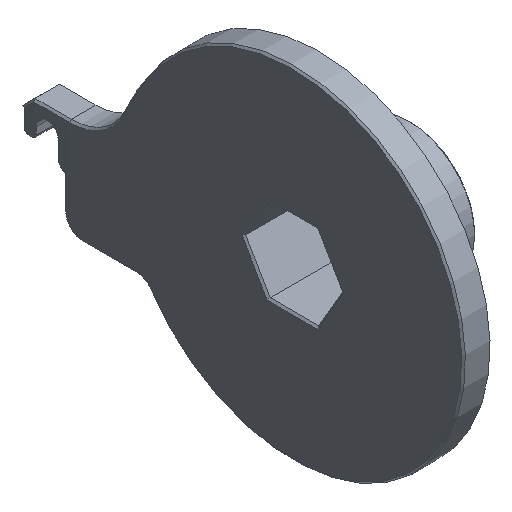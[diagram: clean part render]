
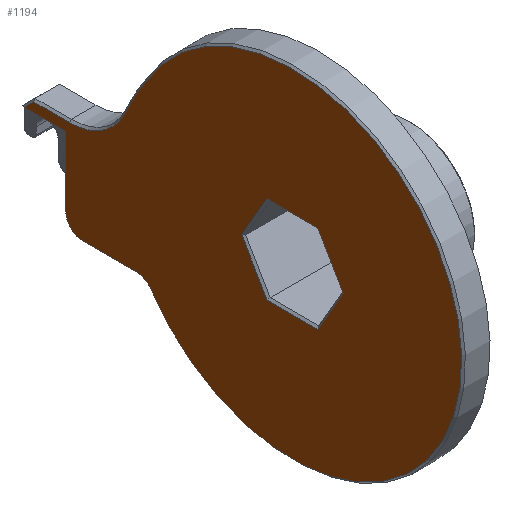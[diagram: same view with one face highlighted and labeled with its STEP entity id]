
A CAD part, isometric view. The second image highlights one B-rep face of the part: STEP entity #1194.
In plain terms, the highlighted planar face has unit normal (-1, 0, 0).
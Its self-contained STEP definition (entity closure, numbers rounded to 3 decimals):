
#84=LINE('',#4855,#195);
#85=LINE('',#4858,#196);
#86=LINE('',#4860,#197);
#87=LINE('',#4862,#198);
#88=LINE('',#4864,#199);
#89=LINE('',#4866,#200);
#90=LINE('',#4867,#201);
#91=LINE('',#4870,#202);
#92=LINE('',#4872,#203);
#93=LINE('',#4876,#204);
#94=LINE('',#4886,#205);
#195=VECTOR('',#1536,1000.);
#196=VECTOR('',#1537,1000.);
#197=VECTOR('',#1538,1000.);
#198=VECTOR('',#1539,1000.);
#199=VECTOR('',#1540,1000.);
#200=VECTOR('',#1541,1000.);
#201=VECTOR('',#1542,1000.);
#202=VECTOR('',#1543,1000.);
#203=VECTOR('',#1544,1000.);
#204=VECTOR('',#1547,1000.);
#205=VECTOR('',#1556,1000.);
#275=PLANE('',#1311);
#415=ORIENTED_EDGE('',*,*,#718,.T.);
#416=ORIENTED_EDGE('',*,*,#719,.T.);
#417=ORIENTED_EDGE('',*,*,#720,.T.);
#418=ORIENTED_EDGE('',*,*,#721,.T.);
#419=ORIENTED_EDGE('',*,*,#722,.T.);
#420=ORIENTED_EDGE('',*,*,#723,.T.);
#421=ORIENTED_EDGE('',*,*,#724,.T.);
#422=ORIENTED_EDGE('',*,*,#725,.T.);
#423=ORIENTED_EDGE('',*,*,#726,.T.);
#424=ORIENTED_EDGE('',*,*,#727,.T.);
#425=ORIENTED_EDGE('',*,*,#728,.T.);
#426=ORIENTED_EDGE('',*,*,#729,.T.);
#427=ORIENTED_EDGE('',*,*,#730,.T.);
#428=ORIENTED_EDGE('',*,*,#731,.T.);
#429=ORIENTED_EDGE('',*,*,#732,.T.);
#430=ORIENTED_EDGE('',*,*,#733,.T.);
#718=EDGE_CURVE('',#868,#869,#84,.T.);
#719=EDGE_CURVE('',#869,#870,#85,.T.);
#720=EDGE_CURVE('',#870,#871,#86,.T.);
#721=EDGE_CURVE('',#871,#872,#87,.T.);
#722=EDGE_CURVE('',#872,#873,#88,.T.);
#723=EDGE_CURVE('',#873,#868,#89,.T.);
#724=EDGE_CURVE('',#874,#875,#90,.T.);
#725=EDGE_CURVE('',#875,#876,#91,.T.);
#726=EDGE_CURVE('',#876,#877,#92,.T.);
#727=EDGE_CURVE('',#877,#878,#942,.T.);
#728=EDGE_CURVE('',#878,#879,#93,.T.);
#729=EDGE_CURVE('',#879,#880,#943,.F.);
#730=EDGE_CURVE('',#880,#881,#944,.T.);
#731=EDGE_CURVE('',#881,#882,#945,.T.);
#732=EDGE_CURVE('',#882,#883,#946,.F.);
#733=EDGE_CURVE('',#883,#874,#94,.T.);
#868=VERTEX_POINT('',#4856);
#869=VERTEX_POINT('',#4857);
#870=VERTEX_POINT('',#4859);
#871=VERTEX_POINT('',#4861);
#872=VERTEX_POINT('',#4863);
#873=VERTEX_POINT('',#4865);
#874=VERTEX_POINT('',#4868);
#875=VERTEX_POINT('',#4869);
#876=VERTEX_POINT('',#4871);
#877=VERTEX_POINT('',#4873);
#878=VERTEX_POINT('',#4875);
#879=VERTEX_POINT('',#4877);
#880=VERTEX_POINT('',#4879);
#881=VERTEX_POINT('',#4881);
#882=VERTEX_POINT('',#4883);
#883=VERTEX_POINT('',#4885);
#942=CIRCLE('',#1312,4.5);
#943=CIRCLE('',#1313,5.5);
#944=CIRCLE('',#1314,46.25);
#945=CIRCLE('',#1315,65.783);
#946=CIRCLE('',#1316,16.678);
#993=EDGE_LOOP('',(#415,#416,#417,#418,#419,#420));
#994=EDGE_LOOP('',(#421,#422,#423,#424,#425,#426,#427,#428,#429,#430));
#1085=FACE_BOUND('',#993,.T.);
#1086=FACE_BOUND('',#994,.T.);
#1194=ADVANCED_FACE('',(#1085,#1086),#275,.T.);
#1311=AXIS2_PLACEMENT_3D('',#4854,#1534,#1535);
#1312=AXIS2_PLACEMENT_3D('',#4874,#1545,#1546);
#1313=AXIS2_PLACEMENT_3D('',#4878,#1548,#1549);
#1314=AXIS2_PLACEMENT_3D('',#4880,#1550,#1551);
#1315=AXIS2_PLACEMENT_3D('',#4882,#1552,#1553);
#1316=AXIS2_PLACEMENT_3D('',#4884,#1554,#1555);
#1534=DIRECTION('',(-1.,0.,0.));
#1535=DIRECTION('',(0.,0.,1.));
#1536=DIRECTION('',(0.,-1.,0.));
#1537=DIRECTION('',(0.,-0.5,-0.866));
#1538=DIRECTION('',(0.,0.5,-0.866));
#1539=DIRECTION('',(0.,1.,0.));
#1540=DIRECTION('',(0.,0.5,0.866));
#1541=DIRECTION('',(0.,-0.5,0.866));
#1542=DIRECTION('',(0.,0.707,-0.707));
#1543=DIRECTION('',(0.,-1.,0.));
#1544=DIRECTION('',(0.,0.,-1.));
#1545=DIRECTION('',(-1.,0.,0.));
#1546=DIRECTION('',(0.,0.,1.));
#1547=DIRECTION('',(0.,-1.,0.));
#1548=DIRECTION('',(-1.,0.,0.));
#1549=DIRECTION('',(0.,0.,1.));
#1550=DIRECTION('',(-1.,0.,0.));
#1551=DIRECTION('',(0.,0.,1.));
#1552=DIRECTION('',(-1.,0.,0.));
#1553=DIRECTION('',(0.,0.,1.));
#1554=DIRECTION('',(-1.,0.,0.));
#1555=DIRECTION('',(0.,0.,1.));
#1556=DIRECTION('',(0.,1.,0.));
#4854=CARTESIAN_POINT('',(-19.629,-120.883,18.65));
#4855=CARTESIAN_POINT('',(-19.629,-120.883,30.658));
#4856=CARTESIAN_POINT('',(-19.629,-113.95,30.658));
#4857=CARTESIAN_POINT('',(-19.629,-127.816,30.658));
#4858=CARTESIAN_POINT('',(-19.629,-131.283,24.654));
#4859=CARTESIAN_POINT('',(-19.629,-134.749,18.65));
#4860=CARTESIAN_POINT('',(-19.629,-131.283,12.646));
#4861=CARTESIAN_POINT('',(-19.629,-127.816,6.642));
#4862=CARTESIAN_POINT('',(-19.629,-120.883,6.642));
#4863=CARTESIAN_POINT('',(-19.629,-113.95,6.642));
#4864=CARTESIAN_POINT('',(-19.629,-110.484,12.646));
#4865=CARTESIAN_POINT('',(-19.629,-107.017,18.65));
#4866=CARTESIAN_POINT('',(-19.629,-110.484,24.654));
#4867=CARTESIAN_POINT('',(-19.629,-46.737,18.296));
#4868=CARTESIAN_POINT('',(-19.629,-50.126,21.686));
#4869=CARTESIAN_POINT('',(-19.629,-47.59,19.15));
#4870=CARTESIAN_POINT('',(-19.629,-58.383,19.15));
#4871=CARTESIAN_POINT('',(-19.629,-58.883,19.15));
#4872=CARTESIAN_POINT('',(-19.629,-58.883,0.));
#4873=CARTESIAN_POINT('',(-19.629,-58.883,0.));
#4874=CARTESIAN_POINT('',(-19.629,-63.383,0.));
#4875=CARTESIAN_POINT('',(-19.629,-63.383,-4.5));
#4876=CARTESIAN_POINT('',(-19.629,-77.787,-4.5));
#4877=CARTESIAN_POINT('',(-19.629,-77.787,-4.5));
#4878=CARTESIAN_POINT('',(-19.629,-77.787,-10.));
#4879=CARTESIAN_POINT('',(-19.629,-82.368,-6.955));
#4880=CARTESIAN_POINT('',(-19.629,-120.883,18.65));
#4881=CARTESIAN_POINT('',(-19.629,-80.691,41.534));
#4882=CARTESIAN_POINT('',(-19.629,-135.049,4.485));
#4883=CARTESIAN_POINT('',(-19.629,-75.074,31.511));
#4884=CARTESIAN_POINT('',(-19.629,-59.869,38.363));
#4885=CARTESIAN_POINT('',(-19.629,-59.869,21.686));
#4886=CARTESIAN_POINT('',(-19.629,-49.919,21.686));
